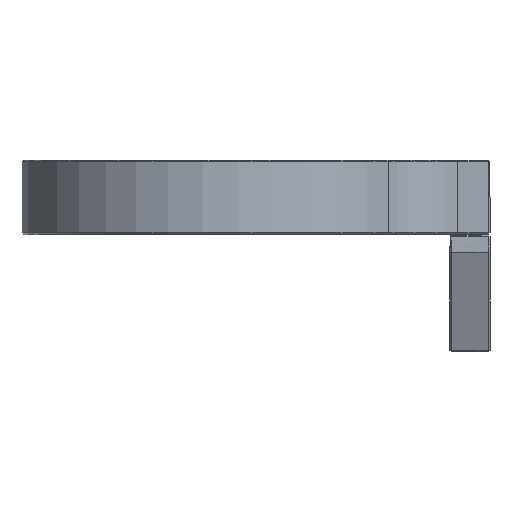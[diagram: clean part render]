
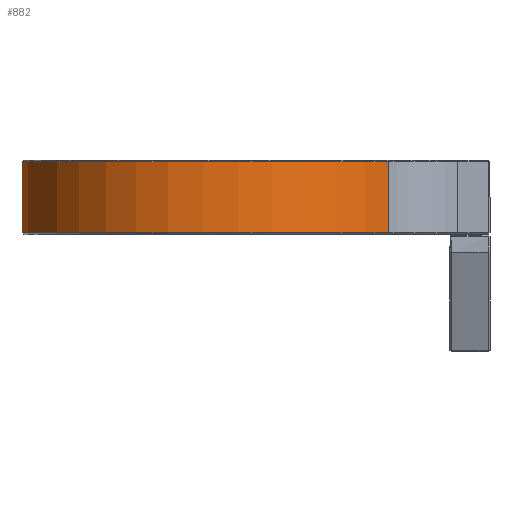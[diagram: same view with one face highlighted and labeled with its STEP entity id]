
A CAD part, left-side view. The second image highlights one B-rep face of the part: STEP entity #882.
In plain terms, the highlighted cylindrical face has radius 28 mm (diameter 56 mm), a partial arc.
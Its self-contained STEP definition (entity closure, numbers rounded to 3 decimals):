
#30 = VERTEX_POINT ( 'NONE', #2569 ) ;
#166 = ORIENTED_EDGE ( 'NONE', *, *, #276, .T. ) ;
#226 = LINE ( 'NONE', #247, #1520 ) ;
#247 = CARTESIAN_POINT ( 'NONE',  ( 5.607, -16.811, 53.8 ) ) ;
#276 = EDGE_CURVE ( 'NONE', #985, #30, #487, .T. ) ;
#294 = CARTESIAN_POINT ( 'NONE',  ( 5.607, -16.811, 63.75 ) ) ;
#332 = DIRECTION ( 'NONE',  ( 0., 0., -1. ) ) ;
#487 = LINE ( 'NONE', #2509, #2954 ) ;
#565 = DIRECTION ( 'NONE',  ( 0., 0., 1. ) ) ;
#748 = CARTESIAN_POINT ( 'NONE',  ( -11.543, 5.323, 54.05 ) ) ;
#786 = AXIS2_PLACEMENT_3D ( 'NONE', #1107, #565, #1713 ) ;
#882 = ADVANCED_FACE ( 'NONE', ( #2827 ), #3415, .T. ) ;
#930 = VERTEX_POINT ( 'NONE', #294 ) ;
#985 = VERTEX_POINT ( 'NONE', #2938 ) ;
#1050 = ORIENTED_EDGE ( 'NONE', *, *, #2351, .T. ) ;
#1107 = CARTESIAN_POINT ( 'NONE',  ( -11.543, 5.323, 53.8 ) ) ;
#1170 = VERTEX_POINT ( 'NONE', #3613 ) ;
#1195 = AXIS2_PLACEMENT_3D ( 'NONE', #748, #2162, #1557 ) ;
#1294 = ORIENTED_EDGE ( 'NONE', *, *, #3249, .T. ) ;
#1492 = DIRECTION ( 'NONE',  ( 1., 0., 0. ) ) ;
#1518 = ORIENTED_EDGE ( 'NONE', *, *, #1819, .T. ) ;
#1520 = VECTOR ( 'NONE', #2554, 1000. ) ;
#1557 = DIRECTION ( 'NONE',  ( 1., 0., 0. ) ) ;
#1713 = DIRECTION ( 'NONE',  ( 1., 0., 0. ) ) ;
#1715 = DIRECTION ( 'NONE',  ( 0., 0., 1. ) ) ;
#1819 = EDGE_CURVE ( 'NONE', #930, #1170, #226, .T. ) ;
#2058 = CARTESIAN_POINT ( 'NONE',  ( -11.543, 5.323, 63.75 ) ) ;
#2065 = AXIS2_PLACEMENT_3D ( 'NONE', #2058, #332, #1492 ) ;
#2162 = DIRECTION ( 'NONE',  ( 0., 0., 1. ) ) ;
#2351 = EDGE_CURVE ( 'NONE', #30, #930, #2362, .T. ) ;
#2362 = CIRCLE ( 'NONE', #2065, 28. ) ;
#2509 = CARTESIAN_POINT ( 'NONE',  ( -28.693, -16.811, 53.8 ) ) ;
#2554 = DIRECTION ( 'NONE',  ( 0., 0., -1. ) ) ;
#2569 = CARTESIAN_POINT ( 'NONE',  ( -28.693, -16.811, 63.75 ) ) ;
#2707 = EDGE_LOOP ( 'NONE', ( #1050, #1518, #1294, #166 ) ) ;
#2827 = FACE_OUTER_BOUND ( 'NONE', #2707, .T. ) ;
#2938 = CARTESIAN_POINT ( 'NONE',  ( -28.693, -16.811, 54.05 ) ) ;
#2954 = VECTOR ( 'NONE', #1715, 1000. ) ;
#3249 = EDGE_CURVE ( 'NONE', #1170, #985, #3432, .T. ) ;
#3415 = CYLINDRICAL_SURFACE ( 'NONE', #786, 28. ) ;
#3432 = CIRCLE ( 'NONE', #1195, 28. ) ;
#3613 = CARTESIAN_POINT ( 'NONE',  ( 5.607, -16.811, 54.05 ) ) ;
